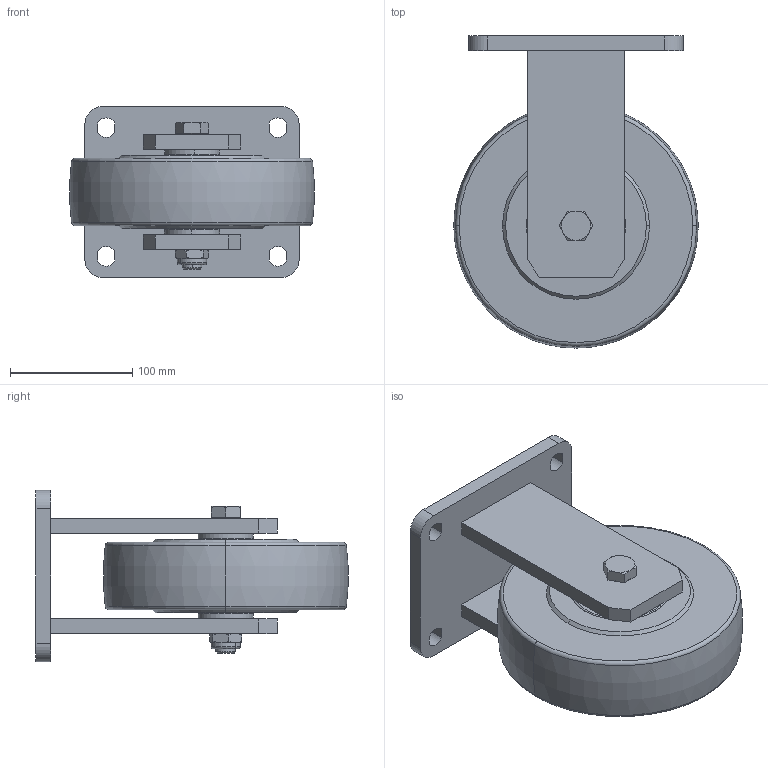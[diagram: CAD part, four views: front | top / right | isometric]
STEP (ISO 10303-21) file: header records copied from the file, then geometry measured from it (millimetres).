
FILE_DESCRIPTION (( 'STEP AP214' ), '1' );
FILE_NAME ('0028589.step', '2021-05-20T07:17:55', ( 'Windows-Benutzer' ), ( '' ), 'SwSTEP 2.0', 'SolidWorks 2020', '' );
FILE_SCHEMA (( 'AUTOMOTIVE_DESIGN' ));
Length unit declared in the file: millimetre
Products named in the file (1): 0028589
Bounding box: 199.65 x 254.83 x 140 mm (x, y, z)
Volume: 2344226.2 mm3; surface area: 328245.6 mm2
Topology: 17 solids, 17 shells, 293 faces, 628 edges, 384 vertices
Faces by surface type: cylinder 108, plane 85, cone 50, torus 50
Entity records: 11605 total; most frequent: DIRECTION 1542, CARTESIAN_POINT 1526, ORIENTED_EDGE 1256, AXIS2_PLACEMENT_3D 656, EDGE_CURVE 628, VERTEX_POINT 384, CIRCLE 362, EDGE_LOOP 350
